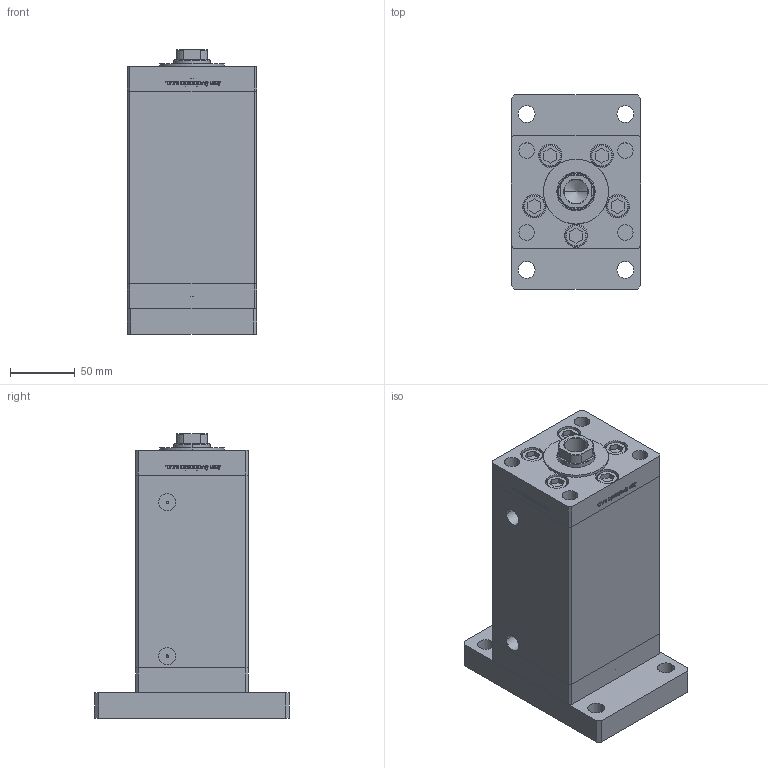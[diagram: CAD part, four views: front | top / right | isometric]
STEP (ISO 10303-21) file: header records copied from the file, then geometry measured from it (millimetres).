
FILE_DESCRIPTION (( 'STEP AP203' ), '1' );
FILE_NAME ('82ca.STEP', '2026-01-26T07:49:58', ( '' ), ( '' ), 'SwSTEP 2.0', 'SolidWorks 2019', '' );
FILE_SCHEMA (( 'CONFIG_CONTROL_DESIGN' ));
Length unit declared in the file: millimetre
Products named in the file (7): V220C_FRONT_G 68664dd06613c06dd036191edf134d31; 82ca; V220C_F 68664dd06613c06dd036191edf134d31; V220C_VC_G 68664dd06613c06dd036191edf134d31; ALLEN BOLT 68664dd06613c06dd036191edf134d31; V220C_G_MIDDLE 68664dd06613c06dd036191edf134d31; V220C BACK_G 68664dd06613c06dd036191edf134d31
Assembly tree (19 placements, depth 2):
  82ca
    V220C BACK_G 68664dd06613c06dd036191edf134d31
    V220C_FRONT_G 68664dd06613c06dd036191edf134d31
    V220C_G_MIDDLE 68664dd06613c06dd036191edf134d31
    ALLEN BOLT 68664dd06613c06dd036191edf134d31  x14
    V220C_F 68664dd06613c06dd036191edf134d31
    V220C_VC_G 68664dd06613c06dd036191edf134d31
Bounding box: 100 x 150 x 219.5 mm (x, y, z)
Volume: 1697376.4 mm3; surface area: 256606.8 mm2
Topology: 19 solids, 19 shells, 1308 faces, 3247 edges, 2120 vertices
Faces by surface type: plane 515, bspline 484, cylinder 187, cone 62, torus 60
Entity records: 53700 total; most frequent: CARTESIAN_POINT 30495, ORIENTED_EDGE 5294, DIRECTION 3087, EDGE_CURVE 2647, VERTEX_POINT 1756, VECTOR 1367, LINE 1367, EDGE_LOOP 1203
